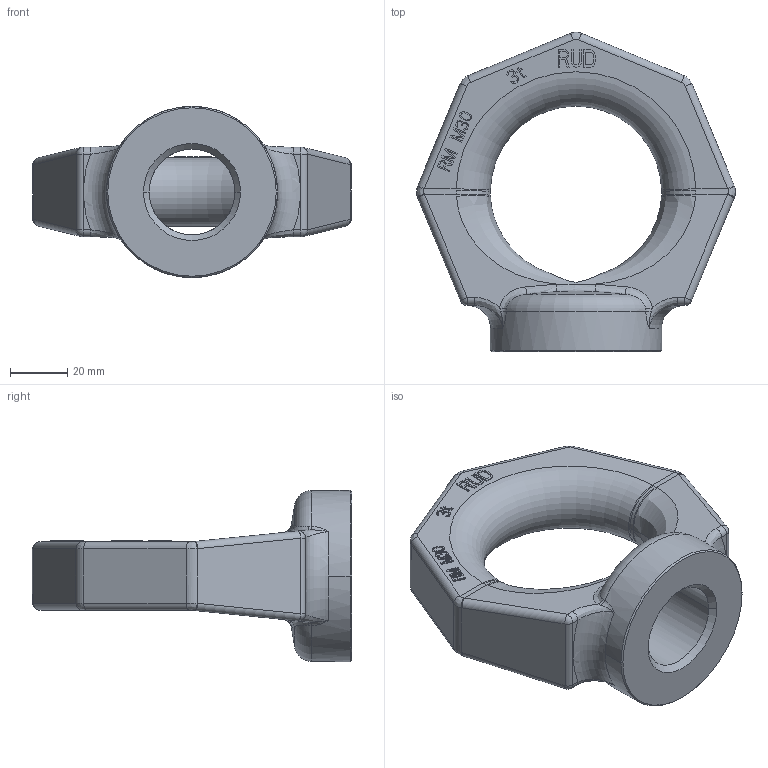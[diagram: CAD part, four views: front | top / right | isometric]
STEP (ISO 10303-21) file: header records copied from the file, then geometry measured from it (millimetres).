
FILE_DESCRIPTION((''),'2;1');
FILE_NAME('001-M31489-P-2','2004-10-07T',('Leichs'),(''),'PRO/ENGINEER BY PARAMETRIC TECHNOLOGY CORPORATION, 2001400','PRO/ENGINEER BY PARAMETRIC TECHNOLOGY CORPORATION, 2001400','');
FILE_SCHEMA(('CONFIG_CONTROL_DESIGN'));
Length unit declared in the file: millimetre
Products named in the file (1): 001-M31489-P-2
Bounding box: 111.73 x 111.86 x 60 mm (x, y, z)
Volume: 163302.7 mm3; surface area: 28510.7 mm2
Topology: 1 solids, 1 shells, 438 faces, 1197 edges, 772 vertices
Faces by surface type: plane 336, bspline 54, cylinder 33, cone 6, torus 5, sphere 4
Entity records: 16027 total; most frequent: CARTESIAN_POINT 5275, ORIENTED_EDGE 2394, DIRECTION 1951, EDGE_CURVE 1197, VECTOR 983, LINE 983, VERTEX_POINT 772, AXIS2_PLACEMENT_3D 484
